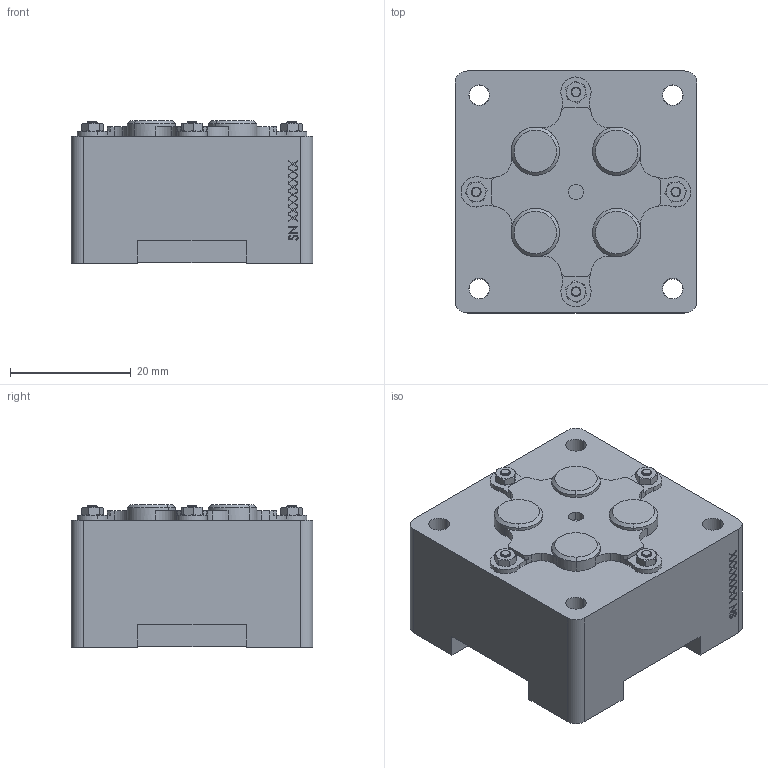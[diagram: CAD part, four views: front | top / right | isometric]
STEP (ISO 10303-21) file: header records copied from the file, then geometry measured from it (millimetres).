
FILE_DESCRIPTION (( 'STEP AP203' ), '1' );
FILE_NAME ('052268-ICD-02.STEP', '2024-03-08T11:16:41', ( '' ), ( '' ), 'SwSTEP 2.0', 'SolidWorks 2021', '' );
FILE_SCHEMA (( 'CONFIG_CONTROL_DESIGN' ));
Length unit declared in the file: millimetre
Products named in the file (40): 017560; 031881_Simplifie; 037271; 049223; A29100-015_CMP-CON-00113-4; 017606; 049218; 0603_CAP_CMP-CAP-00096-1; 017552; 049224; MSOP8_CMP-ICA-00051-1; 017645; 052542; 049217; 0603_CAP_CMP-CAP-00085-2; Etiquette_17x5_S_N_CMP-MIS-0003-1; 051327; 052266_ICD; 033667_Simplifi‚; 052265; 0805_RES_CMP-RES-00018-1; 0603_RES_CMP-RES-00233-2; 049221; TSOC6_CMP-ICMCU-00000-2; 049216; 049219; 0805_RES_CMP-RES-00231-1; 007984; 052268-ICD-02; 1206_RES_CMP-RES-00232-1; DTT15XS_ISU_044003_BOARD; 049474; 049222; 032051; Etiquette_17x5_PCBA_CMP-MIS-0000-2; 049220; 032052
Assembly tree (11 placements, depth 3):
  037271
  049223
  A29100-015_CMP-CON-00113-4
  017606
  049218
Bounding box: 40 x 40 x 23.52 mm (x, y, z)
Volume: 31693 mm3; surface area: 9439.9 mm2
Topology: 10 solids, 10 shells, 509 faces, 1287 edges, 816 vertices
Faces by surface type: plane 250, cylinder 148, cone 96, bspline 15
Entity records: 17026 total; most frequent: CARTESIAN_POINT 3092, ORIENTED_EDGE 2214, DIRECTION 2213, EDGE_CURVE 1107, LINE 743, VECTOR 743, AXIS2_PLACEMENT_3D 735, VERTEX_POINT 714
